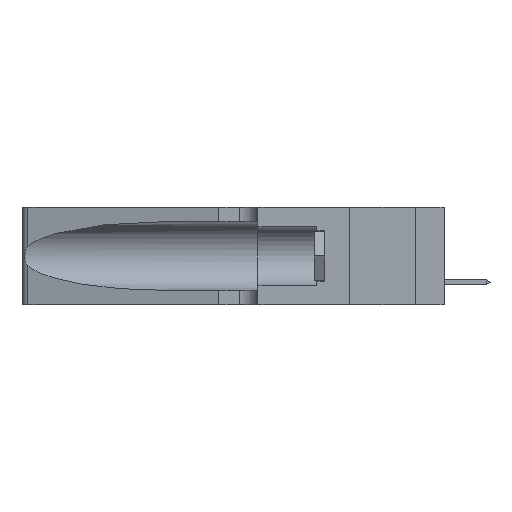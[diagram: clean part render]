
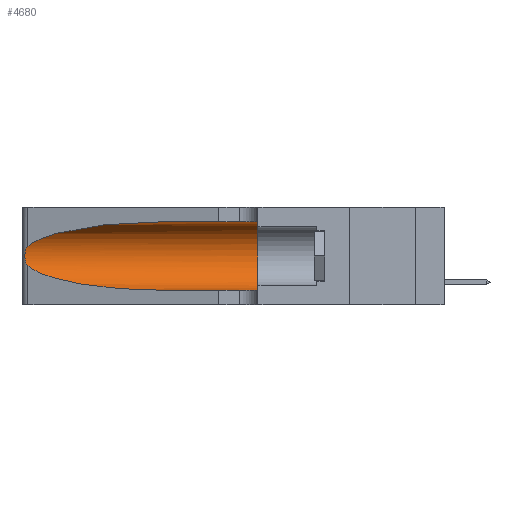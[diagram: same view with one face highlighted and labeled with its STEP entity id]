
A CAD part, left-side view. The second image highlights one B-rep face of the part: STEP entity #4680.
In plain terms, the highlighted cylindrical face has radius 3.308 mm (diameter 6.617 mm), a partial arc.
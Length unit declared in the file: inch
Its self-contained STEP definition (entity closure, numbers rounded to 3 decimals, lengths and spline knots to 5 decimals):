
#913 = ORIENTED_EDGE ( 'NONE', *, *, #37027, .T. ) ;
#1007 = DIRECTION ( 'NONE',  ( 0., -1., 0. ) ) ;
#1246 = LINE ( 'NONE', #37924, #30876 ) ;
#1435 = CARTESIAN_POINT ( 'NONE',  ( 0.25787, 1.23484, 0.2124 ) ) ;
#1569 = CARTESIAN_POINT ( 'NONE',  ( 0.25854, 1.2359, 0.20912 ) ) ;
#1589 = ORIENTED_EDGE ( 'NONE', *, *, #13309, .F. ) ;
#1699 = CARTESIAN_POINT ( 'NONE',  ( 0.1305, 0.35, 0.31525 ) ) ;
#4153 = CARTESIAN_POINT ( 'NONE',  ( 0.25487, 1.22718, 0.22369 ) ) ;
#4680 = ADVANCED_FACE ( 'NONE', ( #22875 ), #12653, .F. ) ;
#5342 = CARTESIAN_POINT ( 'NONE',  ( 0.1305, 0.35, 0.05475 ) ) ;
#6381 =( BOUNDED_CURVE ( )  B_SPLINE_CURVE ( 3, ( #14744, #26610, #32597, #20931 ),
 .UNSPECIFIED., .F., .T. ) 
 B_SPLINE_CURVE_WITH_KNOTS ( ( 4, 4 ),
 ( 3.44316, 4.71239 ),
 .UNSPECIFIED. ) 
 CURVE ( )  GEOMETRIC_REPRESENTATION_ITEM ( )  RATIONAL_B_SPLINE_CURVE ( ( 1., 0.87, 0.87, 1. ) ) 
 REPRESENTATION_ITEM ( '' )  );
#6587 = CARTESIAN_POINT ( 'NONE',  ( 0.1305, 0.35, 0.185 ) ) ;
#8049 = EDGE_CURVE ( 'NONE', #21703, #17003, #37307, .T. ) ;
#9525 = CARTESIAN_POINT ( 'NONE',  ( 0.1305, 1.61858, 0.185 ) ) ;
#11021 = LINE ( 'NONE', #23452, #19337 ) ;
#11876 = CARTESIAN_POINT ( 'NONE',  ( 0.1305, 0.72297, 0.31525 ) ) ;
#12377 = CARTESIAN_POINT ( 'NONE',  ( 0.25487, 1.22718, 0.22369 ) ) ;
#12644 = CARTESIAN_POINT ( 'NONE',  ( 0.1305, 0.72297, 0.05475 ) ) ;
#12653 = CYLINDRICAL_SURFACE ( 'NONE', #17659, 0.13025 ) ;
#13309 = EDGE_CURVE ( 'NONE', #21703, #22087, #1246, .T. ) ;
#13571 = ORIENTED_EDGE ( 'NONE', *, *, #34402, .T. ) ;
#14744 = CARTESIAN_POINT ( 'NONE',  ( 0.25487, 1.22718, 0.14631 ) ) ;
#15120 = ORIENTED_EDGE ( 'NONE', *, *, #36758, .T. ) ;
#16148 = CARTESIAN_POINT ( 'NONE',  ( 0.25639, 1.23184, 0.21858 ) ) ;
#16471 = CARTESIAN_POINT ( 'NONE',  ( 0.2373, 1.15595, 0.28018 ) ) ;
#16924 = DIRECTION ( 'NONE',  ( 0., 1., 0. ) ) ;
#17003 = VERTEX_POINT ( 'NONE', #12377 ) ;
#17659 = AXIS2_PLACEMENT_3D ( 'NONE', #9525, #1007, #21705 ) ;
#18140 = VERTEX_POINT ( 'NONE', #18934 ) ;
#18489 = AXIS2_PLACEMENT_3D ( 'NONE', #6587, #16924, #37787 ) ;
#18726 = CARTESIAN_POINT ( 'NONE',  ( 0.26075, 1.23896, 0.19203 ) ) ;
#18934 = CARTESIAN_POINT ( 'NONE',  ( 0.25487, 1.22718, 0.14631 ) ) ;
#19269 = CARTESIAN_POINT ( 'NONE',  ( 0.26075, 1.23896, 0.178 ) ) ;
#19337 = VECTOR ( 'NONE', #23916, 39.37008 ) ;
#20656 = B_SPLINE_CURVE_WITH_KNOTS ( 'NONE', 3,
 ( #4153, #21998, #16148, #1435, #1569, #33896, #18726, #19269, #24819, #36887, #25220, #27682, #28088, #33504 ),
 .UNSPECIFIED., .F., .F.,
 ( 4, 2, 2, 2, 2, 2, 4 ),
 ( 0., 0.00027, 0.00053, 0.00107, 0.0016, 0.00187, 0.00214 ),
 .UNSPECIFIED. ) ;
#20931 = CARTESIAN_POINT ( 'NONE',  ( 0.1305, 0.72297, 0.05475 ) ) ;
#21510 = ORIENTED_EDGE ( 'NONE', *, *, #8049, .T. ) ;
#21703 = VERTEX_POINT ( 'NONE', #11876 ) ;
#21705 = DIRECTION ( 'NONE',  ( 0., 0., -1. ) ) ;
#21998 = CARTESIAN_POINT ( 'NONE',  ( 0.25555, 1.22994, 0.2215 ) ) ;
#22087 = VERTEX_POINT ( 'NONE', #1699 ) ;
#22094 = EDGE_CURVE ( 'NONE', #22087, #25030, #31084, .T. ) ;
#22698 = CARTESIAN_POINT ( 'NONE',  ( 0.25487, 1.22718, 0.22369 ) ) ;
#22875 = FACE_OUTER_BOUND ( 'NONE', #32561, .T. ) ;
#23452 = CARTESIAN_POINT ( 'NONE',  ( 0.1305, 1.61858, 0.05475 ) ) ;
#23916 = DIRECTION ( 'NONE',  ( 0., -1., 0. ) ) ;
#24387 = DIRECTION ( 'NONE',  ( 0., -1., 0. ) ) ;
#24819 = CARTESIAN_POINT ( 'NONE',  ( 0.26017, 1.23833, 0.17102 ) ) ;
#25030 = VERTEX_POINT ( 'NONE', #5342 ) ;
#25220 = CARTESIAN_POINT ( 'NONE',  ( 0.25789, 1.23486, 0.15765 ) ) ;
#26610 = CARTESIAN_POINT ( 'NONE',  ( 0.2373, 1.15595, 0.08982 ) ) ;
#27682 = CARTESIAN_POINT ( 'NONE',  ( 0.25639, 1.23186, 0.15144 ) ) ;
#28088 = CARTESIAN_POINT ( 'NONE',  ( 0.25555, 1.22993, 0.14849 ) ) ;
#30227 = ORIENTED_EDGE ( 'NONE', *, *, #22094, .F. ) ;
#30876 = VECTOR ( 'NONE', #24387, 39.37008 ) ;
#31084 = CIRCLE ( 'NONE', #18489, 0.13025 ) ;
#32561 = EDGE_LOOP ( 'NONE', ( #21510, #913, #13571, #15120, #30227, #1589 ) ) ;
#32597 = CARTESIAN_POINT ( 'NONE',  ( 0.18966, 0.96281, 0.05475 ) ) ;
#33504 = CARTESIAN_POINT ( 'NONE',  ( 0.25487, 1.22718, 0.14631 ) ) ;
#33621 = VERTEX_POINT ( 'NONE', #12644 ) ;
#33896 = CARTESIAN_POINT ( 'NONE',  ( 0.26018, 1.23835, 0.19895 ) ) ;
#34354 = CARTESIAN_POINT ( 'NONE',  ( 0.1305, 0.72297, 0.31525 ) ) ;
#34402 = EDGE_CURVE ( 'NONE', #18140, #33621, #6381, .T. ) ;
#36758 = EDGE_CURVE ( 'NONE', #33621, #25030, #11021, .T. ) ;
#36887 = CARTESIAN_POINT ( 'NONE',  ( 0.25856, 1.23593, 0.16098 ) ) ;
#36941 = CARTESIAN_POINT ( 'NONE',  ( 0.18966, 0.96281, 0.31525 ) ) ;
#37027 = EDGE_CURVE ( 'NONE', #17003, #18140, #20656, .T. ) ;
#37307 =( BOUNDED_CURVE ( )  B_SPLINE_CURVE ( 3, ( #34354, #36941, #16471, #22698 ),
 .UNSPECIFIED., .F., .F. ) 
 B_SPLINE_CURVE_WITH_KNOTS ( ( 4, 4 ),
 ( 1.5708, 2.84003 ),
 .UNSPECIFIED. ) 
 CURVE ( )  GEOMETRIC_REPRESENTATION_ITEM ( )  RATIONAL_B_SPLINE_CURVE ( ( 1., 0.87, 0.87, 1. ) ) 
 REPRESENTATION_ITEM ( '' )  );
#37787 = DIRECTION ( 'NONE',  ( 0., 0., 1. ) ) ;
#37924 = CARTESIAN_POINT ( 'NONE',  ( 0.1305, 1.61858, 0.31525 ) ) ;
